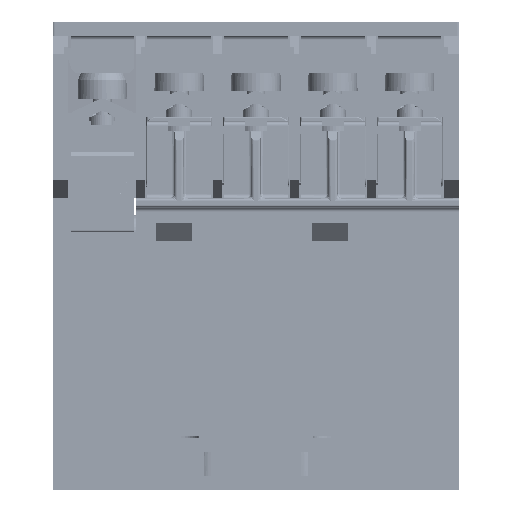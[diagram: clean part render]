
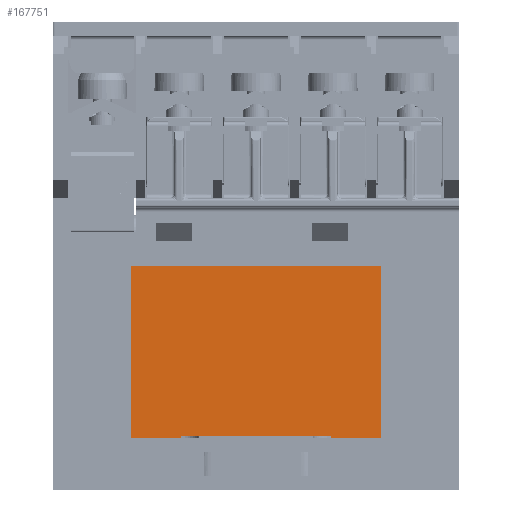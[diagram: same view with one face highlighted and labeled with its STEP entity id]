
A CAD part, front view. The second image highlights one B-rep face of the part: STEP entity #167751.
In plain terms, the highlighted planar face has unit normal (0, -1, 0).
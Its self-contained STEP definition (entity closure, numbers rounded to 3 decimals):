
#152295=CARTESIAN_POINT('',(-13.875,-22.175,6.75));
#152296=VERTEX_POINT('',#152295);
#152303=CARTESIAN_POINT('',(13.875,-22.175,6.75));
#152304=VERTEX_POINT('',#152303);
#152305=CARTESIAN_POINT('',(-13.875,-22.175,6.75));
#152306=DIRECTION('',(1.0,0.0,0.0));
#152307=VECTOR('',#152306,27.75);
#152308=LINE('',#152305,#152307);
#152309=EDGE_CURVE('',#152296,#152304,#152308,.T.);
#154576=CARTESIAN_POINT('',(13.875,-22.175,-12.25));
#154577=VERTEX_POINT('',#154576);
#154586=CARTESIAN_POINT('',(13.875,-22.175,-12.25));
#154587=DIRECTION('',(0.0,0.0,1.0));
#154588=VECTOR('',#154587,19.0);
#154589=LINE('',#154586,#154588);
#154590=EDGE_CURVE('',#154577,#152304,#154589,.T.);
#154602=CARTESIAN_POINT('',(-13.875,-22.175,-12.25));
#154603=VERTEX_POINT('',#154602);
#154610=CARTESIAN_POINT('',(-13.875,-22.175,6.75));
#154611=DIRECTION('',(0.0,0.0,-1.0));
#154612=VECTOR('',#154611,19.);
#154613=LINE('',#154610,#154612);
#154614=EDGE_CURVE('',#152296,#154603,#154613,.T.);
#158688=CARTESIAN_POINT('',(-8.25,-22.175,-12.25));
#158689=VERTEX_POINT('',#158688);
#158697=CARTESIAN_POINT('',(-13.875,-22.175,-12.25));
#158698=DIRECTION('',(1.0,0.0,0.0));
#158699=VECTOR('',#158698,5.625);
#158700=LINE('',#158697,#158699);
#158701=EDGE_CURVE('',#154603,#158689,#158700,.T.);
#158757=CARTESIAN_POINT('',(8.25,-22.175,-12.));
#158758=VERTEX_POINT('',#158757);
#158766=CARTESIAN_POINT('',(-8.25,-22.175,-12.));
#158767=VERTEX_POINT('',#158766);
#158768=CARTESIAN_POINT('',(-8.25,-22.175,-12.));
#158769=DIRECTION('',(1.0,0.0,0.0));
#158770=VECTOR('',#158769,16.5);
#158771=LINE('',#158768,#158770);
#158772=EDGE_CURVE('',#158767,#158758,#158771,.T.);
#167677=CARTESIAN_POINT('',(8.25,-22.175,-12.25));
#167678=VERTEX_POINT('',#167677);
#167693=CARTESIAN_POINT('',(8.25,-22.175,-12.25));
#167694=DIRECTION('',(1.0,0.0,0.0));
#167695=VECTOR('',#167694,5.625);
#167696=LINE('',#167693,#167695);
#167697=EDGE_CURVE('',#167678,#154577,#167696,.T.);
#167720=CARTESIAN_POINT('',(8.25,-22.175,-12.25));
#167721=DIRECTION('',(0.0,0.0,1.0));
#167722=VECTOR('',#167721,0.25);
#167723=LINE('',#167720,#167722);
#167724=EDGE_CURVE('',#167678,#158758,#167723,.T.);
#167731=CARTESIAN_POINT('',(0.,-22.175,-3.75));
#167732=DIRECTION('',(0.0,1.0,0.0));
#167733=DIRECTION('',(0.0,0.0,1.0));
#167734=AXIS2_PLACEMENT_3D('',#167731,#167732,#167733);
#167735=PLANE('',#167734);
#167736=CARTESIAN_POINT('',(-8.25,-22.175,-12.));
#167737=DIRECTION('',(0.0,0.0,-1.0));
#167738=VECTOR('',#167737,0.25);
#167739=LINE('',#167736,#167738);
#167740=EDGE_CURVE('',#158767,#158689,#167739,.T.);
#167741=ORIENTED_EDGE('',*,*,#167740,.F.);
#167742=ORIENTED_EDGE('',*,*,#158772,.T.);
#167743=ORIENTED_EDGE('',*,*,#167724,.F.);
#167744=ORIENTED_EDGE('',*,*,#167697,.T.);
#167745=ORIENTED_EDGE('',*,*,#154590,.T.);
#167746=ORIENTED_EDGE('',*,*,#152309,.F.);
#167747=ORIENTED_EDGE('',*,*,#154614,.T.);
#167748=ORIENTED_EDGE('',*,*,#158701,.T.);
#167749=EDGE_LOOP('',(#167741,#167742,#167743,#167744,#167745,#167746,#167747,#167748));
#167750=FACE_OUTER_BOUND('',#167749,.T.);
#167751=ADVANCED_FACE('',(#167750),#167735,.F.);
